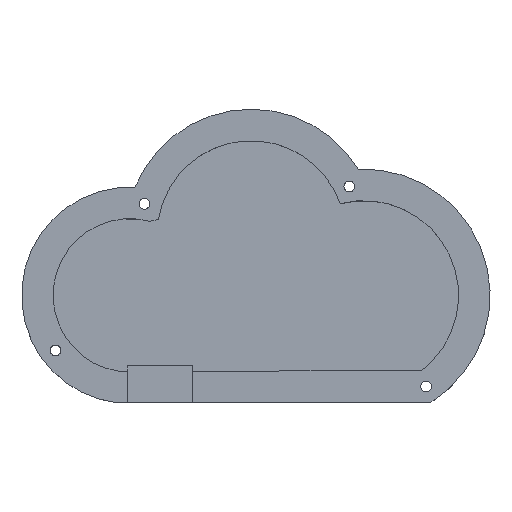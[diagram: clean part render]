
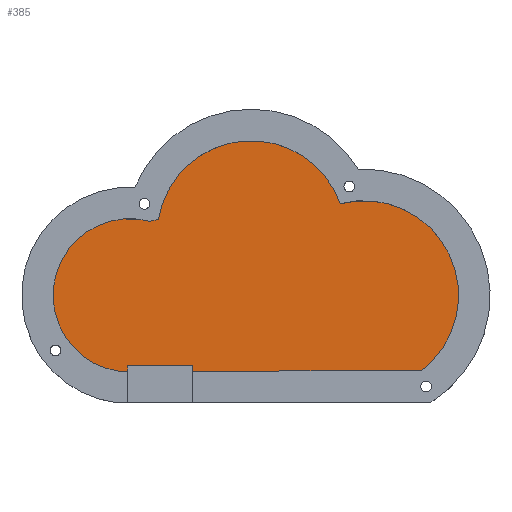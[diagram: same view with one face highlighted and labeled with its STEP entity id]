
A CAD part, top view. The second image highlights one B-rep face of the part: STEP entity #385.
In plain terms, the highlighted planar face has unit normal (0, 0, 1).
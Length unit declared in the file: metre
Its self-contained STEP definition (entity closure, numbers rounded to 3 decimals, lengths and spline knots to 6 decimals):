
#32=CIRCLE('',#430,0.030059);
#33=CIRCLE('',#431,0.029907);
#34=CIRCLE('',#432,0.024334);
#71=ORIENTED_EDGE('',*,*,#174,.T.);
#72=ORIENTED_EDGE('',*,*,#175,.T.);
#73=ORIENTED_EDGE('',*,*,#156,.T.);
#74=ORIENTED_EDGE('',*,*,#176,.T.);
#75=ORIENTED_EDGE('',*,*,#177,.T.);
#76=ORIENTED_EDGE('',*,*,#178,.F.);
#77=ORIENTED_EDGE('',*,*,#179,.T.);
#78=ORIENTED_EDGE('',*,*,#180,.T.);
#79=ORIENTED_EDGE('',*,*,#181,.F.);
#156=EDGE_CURVE('',#209,#210,#247,.T.);
#174=EDGE_CURVE('',#224,#225,#255,.T.);
#175=EDGE_CURVE('',#225,#209,#256,.T.);
#176=EDGE_CURVE('',#210,#226,#32,.T.);
#177=EDGE_CURVE('',#226,#227,#33,.T.);
#178=EDGE_CURVE('',#228,#227,#257,.T.);
#179=EDGE_CURVE('',#228,#229,#34,.T.);
#180=EDGE_CURVE('',#229,#230,#258,.T.);
#181=EDGE_CURVE('',#224,#230,#259,.T.);
#209=VERTEX_POINT('',#594);
#210=VERTEX_POINT('',#595);
#224=VERTEX_POINT('',#629);
#225=VERTEX_POINT('',#630);
#226=VERTEX_POINT('',#633);
#227=VERTEX_POINT('',#635);
#228=VERTEX_POINT('',#637);
#229=VERTEX_POINT('',#639);
#230=VERTEX_POINT('',#641);
#247=LINE('',#593,#280);
#255=LINE('',#628,#288);
#256=LINE('',#631,#289);
#257=LINE('',#636,#290);
#258=LINE('',#640,#291);
#259=LINE('',#642,#292);
#280=VECTOR('',#471,1.);
#288=VECTOR('',#503,1.);
#289=VECTOR('',#504,1.);
#290=VECTOR('',#509,1.);
#291=VECTOR('',#512,1.);
#292=VECTOR('',#513,1.);
#312=EDGE_LOOP('',(#71,#72,#73,#74,#75,#76,#77,#78,#79));
#345=FACE_BOUND('',#312,.T.);
#374=PLANE('',#429);
#385=ADVANCED_FACE('',(#345),#374,.T.);
#429=AXIS2_PLACEMENT_3D('',#627,#501,#502);
#430=AXIS2_PLACEMENT_3D('',#632,#505,#506);
#431=AXIS2_PLACEMENT_3D('',#634,#507,#508);
#432=AXIS2_PLACEMENT_3D('',#638,#510,#511);
#471=DIRECTION('',(1.,0.001,0.));
#501=DIRECTION('',(0.,0.,1.));
#502=DIRECTION('',(1.,0.,0.));
#503=DIRECTION('',(1.,0.,0.));
#504=DIRECTION('',(0.,-1.,0.));
#505=DIRECTION('',(0.,0.,1.));
#506=DIRECTION('',(1.,0.,0.));
#507=DIRECTION('',(0.,0.,1.));
#508=DIRECTION('',(1.,0.,0.));
#509=DIRECTION('',(0.975,0.223,0.));
#510=DIRECTION('',(0.,0.,1.));
#511=DIRECTION('',(1.,0.,0.));
#512=DIRECTION('',(1.,0.001,0.));
#513=DIRECTION('',(0.,-1.,0.));
#593=CARTESIAN_POINT('',(0.005893,-0.043178,0.003));
#594=CARTESIAN_POINT('',(-0.018555,-0.043213,0.003));
#595=CARTESIAN_POINT('',(0.053908,-0.04311,0.003));
#627=CARTESIAN_POINT('',(0.001447,-0.00667,0.003));
#628=CARTESIAN_POINT('',(0.001447,-0.041468,0.003));
#629=CARTESIAN_POINT('',(-0.039238,-0.041468,0.003));
#630=CARTESIAN_POINT('',(-0.018555,-0.041468,0.003));
#631=CARTESIAN_POINT('',(-0.018555,-0.00667,0.003));
#632=CARTESIAN_POINT('',(0.035724,-0.019175,0.003));
#633=CARTESIAN_POINT('',(0.02821,0.00993,0.003));
#634=CARTESIAN_POINT('',(0.,0.,0.003));
#635=CARTESIAN_POINT('',(-0.02949,0.004975,0.003));
#636=CARTESIAN_POINT('',(-0.030886,0.004656,0.003));
#637=CARTESIAN_POINT('',(-0.032282,0.004337,0.003));
#638=CARTESIAN_POINT('',(-0.038554,-0.019175,0.003));
#639=CARTESIAN_POINT('',(-0.042122,-0.043246,0.003));
#640=CARTESIAN_POINT('',(0.005893,-0.043178,0.003));
#641=CARTESIAN_POINT('',(-0.039238,-0.043242,0.003));
#642=CARTESIAN_POINT('',(-0.039238,-0.00667,0.003));
